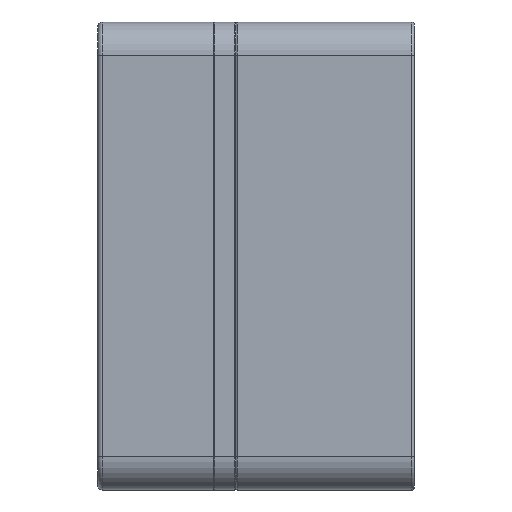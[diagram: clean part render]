
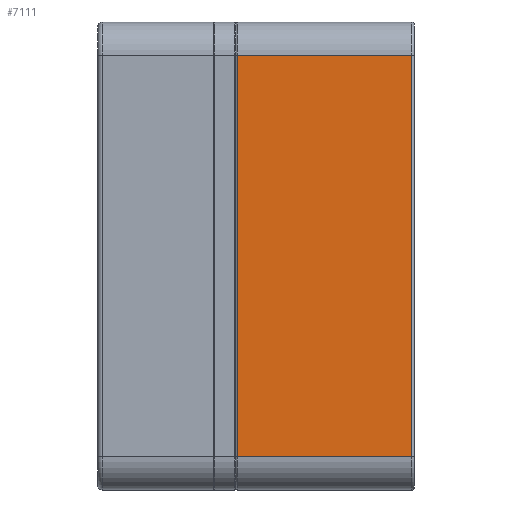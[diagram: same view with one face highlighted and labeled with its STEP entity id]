
A CAD part, left-side view. The second image highlights one B-rep face of the part: STEP entity #7111.
In plain terms, the highlighted planar face has unit normal (-1, 0, 0).
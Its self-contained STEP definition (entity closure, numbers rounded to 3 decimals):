
#249=PLANE('',#7932);
#685=FACE_OUTER_BOUND('',#1162,.T.);
#1162=EDGE_LOOP('',(#6098,#6099,#6100,#6101));
#2179=LINE('',#12109,#2730);
#2180=LINE('',#12114,#2731);
#2182=LINE('',#12120,#2733);
#2183=LINE('',#12121,#2734);
#2730=VECTOR('',#9917,10.);
#2731=VECTOR('',#9924,10.);
#2733=VECTOR('',#9930,10.);
#2734=VECTOR('',#9931,10.);
#3359=VERTEX_POINT('',#12103);
#3360=VERTEX_POINT('',#12107);
#3361=VERTEX_POINT('',#12113);
#3363=VERTEX_POINT('',#12119);
#4290=EDGE_CURVE('',#3360,#3359,#2179,.T.);
#4292=EDGE_CURVE('',#3359,#3361,#2180,.T.);
#4295=EDGE_CURVE('',#3360,#3363,#2182,.T.);
#4296=EDGE_CURVE('',#3361,#3363,#2183,.T.);
#6098=ORIENTED_EDGE('',*,*,#4290,.F.);
#6099=ORIENTED_EDGE('',*,*,#4295,.T.);
#6100=ORIENTED_EDGE('',*,*,#4296,.F.);
#6101=ORIENTED_EDGE('',*,*,#4292,.F.);
#7111=ADVANCED_FACE('',(#685),#249,.T.);
#7932=AXIS2_PLACEMENT_3D('',#12118,#9928,#9929);
#9917=DIRECTION('',(0.,0.,1.));
#9924=DIRECTION('',(0.,-1.,0.));
#9928=DIRECTION('center_axis',(-1.,0.,0.));
#9929=DIRECTION('ref_axis',(0.,0.,-1.));
#9930=DIRECTION('',(0.,-1.,0.));
#9931=DIRECTION('',(0.,0.,-1.));
#12103=CARTESIAN_POINT('',(0.,-12.5,-3.));
#12107=CARTESIAN_POINT('',(0.,-12.5,-39.));
#12109=CARTESIAN_POINT('',(0.,-12.5,-12.));
#12113=CARTESIAN_POINT('',(0.,-28.2,-3.));
#12114=CARTESIAN_POINT('',(0.,-12.4,-3.));
#12118=CARTESIAN_POINT('Origin',(0.,-12.4,-3.));
#12119=CARTESIAN_POINT('',(0.,-28.2,-39.));
#12120=CARTESIAN_POINT('',(0.,-12.4,-39.));
#12121=CARTESIAN_POINT('',(0.,-28.2,-12.));
